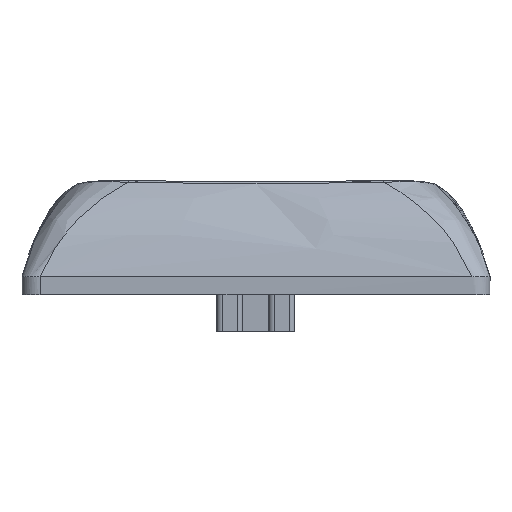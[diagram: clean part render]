
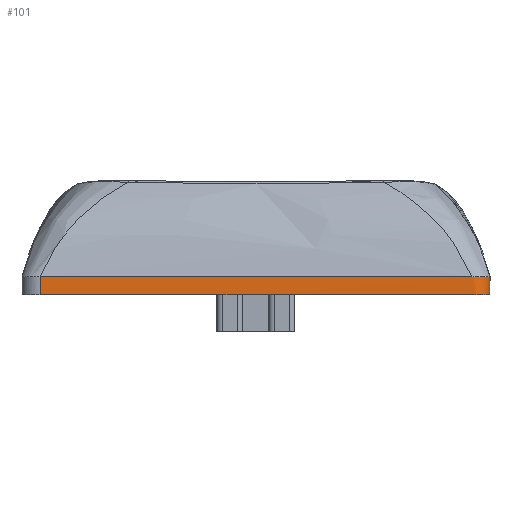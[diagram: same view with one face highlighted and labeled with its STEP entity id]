
A CAD part, left-side view. The second image highlights one B-rep face of the part: STEP entity #101.
In plain terms, the highlighted free-form (B-spline) face has degree [1, 2] with [2, 9] control points.
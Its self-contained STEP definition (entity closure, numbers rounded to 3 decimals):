
#101=ADVANCED_FACE('',(#321),#3444,.T.);
#321=FACE_OUTER_BOUND('',#543,.T.);
#543=EDGE_LOOP('',(#1150,#1151,#1152,#1153,#1154,#1155,#1156));
#1150=ORIENTED_EDGE('',*,*,#2458,.T.);
#1151=ORIENTED_EDGE('',*,*,#2233,.T.);
#1152=ORIENTED_EDGE('',*,*,#2234,.T.);
#1153=ORIENTED_EDGE('',*,*,#2235,.T.);
#1154=ORIENTED_EDGE('',*,*,#2236,.T.);
#1155=ORIENTED_EDGE('',*,*,#2202,.F.);
#1156=ORIENTED_EDGE('',*,*,#2459,.F.);
#2202=EDGE_CURVE('',#3270,#3271,#2576,.T.);
#2233=EDGE_CURVE('',#3292,#3293,#2607,.T.);
#2234=EDGE_CURVE('',#3293,#3294,#2608,.T.);
#2235=EDGE_CURVE('',#3294,#3295,#2609,.T.);
#2236=EDGE_CURVE('',#3295,#3271,#2610,.T.);
#2458=EDGE_CURVE('',#3432,#3292,#2657,.T.);
#2459=EDGE_CURVE('',#3432,#3270,#2658,.T.);
#2576=(
BOUNDED_CURVE()
B_SPLINE_CURVE(1,(#8683,#8684),.UNSPECIFIED.,.F.,.F.)
B_SPLINE_CURVE_WITH_KNOTS((2,2),(0.,0.7),.UNSPECIFIED.)
CURVE()
GEOMETRIC_REPRESENTATION_ITEM()
RATIONAL_B_SPLINE_CURVE((1.,1.))
REPRESENTATION_ITEM('')
);
#2607=(
BOUNDED_CURVE()
B_SPLINE_CURVE(2,(#8984,#8985,#8986),.UNSPECIFIED.,.F.,.F.)
B_SPLINE_CURVE_WITH_KNOTS((3,3),(68.649,69.749),
 .UNSPECIFIED.)
CURVE()
GEOMETRIC_REPRESENTATION_ITEM()
RATIONAL_B_SPLINE_CURVE((1.,0.707,1.))
REPRESENTATION_ITEM('')
);
#2608=(
BOUNDED_CURVE()
B_SPLINE_CURVE(2,(#8987,#8988,#8989),.UNSPECIFIED.,.F.,.F.)
B_SPLINE_CURVE_WITH_KNOTS((3,3),(69.749,119.599),
 .UNSPECIFIED.)
CURVE()
GEOMETRIC_REPRESENTATION_ITEM()
RATIONAL_B_SPLINE_CURVE((1.,1.,1.))
REPRESENTATION_ITEM('')
);
#2609=(
BOUNDED_CURVE()
B_SPLINE_CURVE(2,(#8990,#8991,#8992),.UNSPECIFIED.,.F.,.F.)
B_SPLINE_CURVE_WITH_KNOTS((3,3),(119.599,120.698),
 .UNSPECIFIED.)
CURVE()
GEOMETRIC_REPRESENTATION_ITEM()
RATIONAL_B_SPLINE_CURVE((1.,0.707,1.))
REPRESENTATION_ITEM('')
);
#2610=(
BOUNDED_CURVE()
B_SPLINE_CURVE(2,(#8993,#8994,#8995),.UNSPECIFIED.,.F.,.F.)
B_SPLINE_CURVE_WITH_KNOTS((3,3),(120.698,137.298),
 .UNSPECIFIED.)
CURVE()
GEOMETRIC_REPRESENTATION_ITEM()
RATIONAL_B_SPLINE_CURVE((1.,1.,1.))
REPRESENTATION_ITEM('')
);
#2657=(
BOUNDED_CURVE()
B_SPLINE_CURVE(1,(#10365,#10366),.UNSPECIFIED.,.F.,.F.)
B_SPLINE_CURVE_WITH_KNOTS((2,2),(0.,0.7),.UNSPECIFIED.)
CURVE()
GEOMETRIC_REPRESENTATION_ITEM()
RATIONAL_B_SPLINE_CURVE((1.,1.))
REPRESENTATION_ITEM('')
);
#2658=(
BOUNDED_CURVE()
B_SPLINE_CURVE(2,(#10367,#10368,#10369,#10370,#10371,#10372,#10373,#10374,
#10375),.UNSPECIFIED.,.F.,.F.)
B_SPLINE_CURVE_WITH_KNOTS((3,2,2,2,3),(68.649,69.749,
119.599,120.698,137.298),.UNSPECIFIED.)
CURVE()
GEOMETRIC_REPRESENTATION_ITEM()
RATIONAL_B_SPLINE_CURVE((1.,0.707,1.,1.,1.,0.707,
1.,1.,1.))
REPRESENTATION_ITEM('')
);
#3270=VERTEX_POINT('',#7779);
#3271=VERTEX_POINT('',#7780);
#3292=VERTEX_POINT('',#7801);
#3293=VERTEX_POINT('',#7802);
#3294=VERTEX_POINT('',#7803);
#3295=VERTEX_POINT('',#7804);
#3432=VERTEX_POINT('',#7941);
#3444=(
BOUNDED_SURFACE()
B_SPLINE_SURFACE(1,2,((#4209,#4210,#4211,#4212,#4213,#4214,#4215,#4216,
#4217),(#4218,#4219,#4220,#4221,#4222,#4223,#4224,#4225,#4226)),
 .UNSPECIFIED.,.F.,.F.,.F.)
B_SPLINE_SURFACE_WITH_KNOTS((2,2),(3,2,2,2,3),(0.,0.7),(68.649,
69.749,119.599,120.698,137.298),
 .UNSPECIFIED.)
GEOMETRIC_REPRESENTATION_ITEM()
RATIONAL_B_SPLINE_SURFACE(((1.,0.707,1.,1.,1.,0.707,
1.,1.,1.),(1.,0.707,1.,1.,1.,0.707,1.,1.,1.)))
REPRESENTATION_ITEM('')
SURFACE()
);
#4209=CARTESIAN_POINT('',(329.5,30.7,-0.4));
#4210=CARTESIAN_POINT('',(329.5,30.,-0.4));
#4211=CARTESIAN_POINT('',(328.8,30.,-0.4));
#4212=CARTESIAN_POINT('',(303.875,30.,-0.4));
#4213=CARTESIAN_POINT('',(278.95,30.,-0.4));
#4214=CARTESIAN_POINT('',(278.25,30.,-0.4));
#4215=CARTESIAN_POINT('',(278.25,30.7,-0.4));
#4216=CARTESIAN_POINT('',(278.25,39.,-0.4));
#4217=CARTESIAN_POINT('',(278.25,47.3,-0.4));
#4218=CARTESIAN_POINT('',(329.5,30.7,0.3));
#4219=CARTESIAN_POINT('',(329.5,30.,0.3));
#4220=CARTESIAN_POINT('',(328.8,30.,0.3));
#4221=CARTESIAN_POINT('',(303.875,30.,0.3));
#4222=CARTESIAN_POINT('',(278.95,30.,0.3));
#4223=CARTESIAN_POINT('',(278.25,30.,0.3));
#4224=CARTESIAN_POINT('',(278.25,30.7,0.3));
#4225=CARTESIAN_POINT('',(278.25,39.,0.3));
#4226=CARTESIAN_POINT('',(278.25,47.3,0.3));
#7779=CARTESIAN_POINT('',(278.25,47.3,-0.4));
#7780=CARTESIAN_POINT('',(278.25,47.3,0.3));
#7801=CARTESIAN_POINT('',(329.5,30.7,0.3));
#7802=CARTESIAN_POINT('',(328.8,30.,0.3));
#7803=CARTESIAN_POINT('',(278.95,30.,0.3));
#7804=CARTESIAN_POINT('',(278.25,30.7,0.3));
#7941=CARTESIAN_POINT('',(329.5,30.7,-0.4));
#8683=CARTESIAN_POINT('',(278.25,47.3,-0.4));
#8684=CARTESIAN_POINT('',(278.25,47.3,0.3));
#8984=CARTESIAN_POINT('',(329.5,30.7,0.3));
#8985=CARTESIAN_POINT('',(329.5,30.,0.3));
#8986=CARTESIAN_POINT('',(328.8,30.,0.3));
#8987=CARTESIAN_POINT('',(328.8,30.,0.3));
#8988=CARTESIAN_POINT('',(303.875,30.,0.3));
#8989=CARTESIAN_POINT('',(278.95,30.,0.3));
#8990=CARTESIAN_POINT('',(278.95,30.,0.3));
#8991=CARTESIAN_POINT('',(278.25,30.,0.3));
#8992=CARTESIAN_POINT('',(278.25,30.7,0.3));
#8993=CARTESIAN_POINT('',(278.25,30.7,0.3));
#8994=CARTESIAN_POINT('',(278.25,39.,0.3));
#8995=CARTESIAN_POINT('',(278.25,47.3,0.3));
#10365=CARTESIAN_POINT('',(329.5,30.7,-0.4));
#10366=CARTESIAN_POINT('',(329.5,30.7,0.3));
#10367=CARTESIAN_POINT('',(329.5,30.7,-0.4));
#10368=CARTESIAN_POINT('',(329.5,30.,-0.4));
#10369=CARTESIAN_POINT('',(328.8,30.,-0.4));
#10370=CARTESIAN_POINT('',(303.875,30.,-0.4));
#10371=CARTESIAN_POINT('',(278.95,30.,-0.4));
#10372=CARTESIAN_POINT('',(278.25,30.,-0.4));
#10373=CARTESIAN_POINT('',(278.25,30.7,-0.4));
#10374=CARTESIAN_POINT('',(278.25,39.,-0.4));
#10375=CARTESIAN_POINT('',(278.25,47.3,-0.4));
